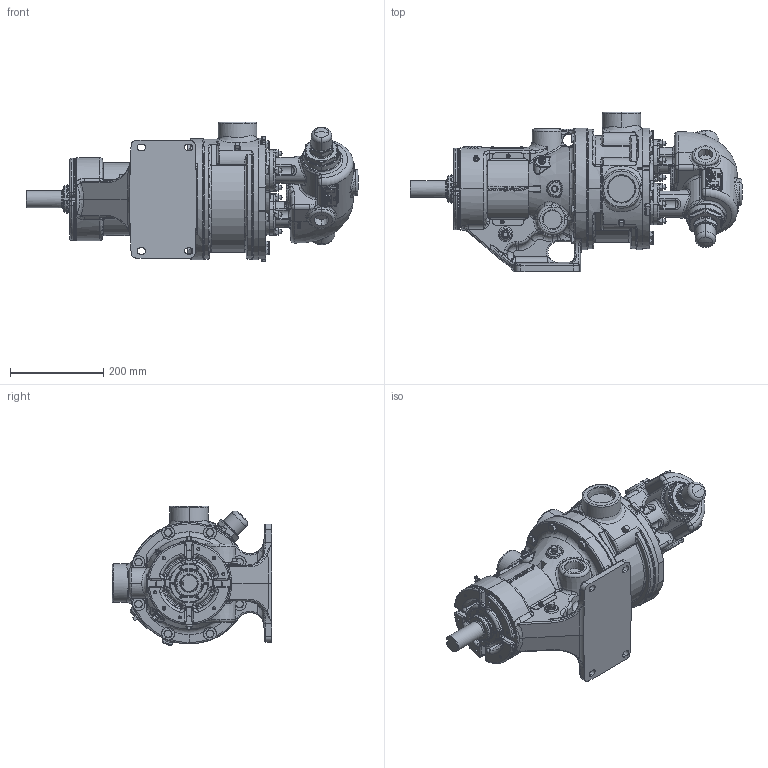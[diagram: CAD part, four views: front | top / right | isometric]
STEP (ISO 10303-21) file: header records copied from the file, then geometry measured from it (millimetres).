
FILE_DESCRIPTION (( 'STEP AP214' ), '1' );
FILE_NAME ('LV-4761.step', '2025-12-05T03:45:08', ( '' ), ( '' ), 'SwSTEP 2.0', 'SolidWorks 2024', '' );
FILE_SCHEMA (( 'AUTOMOTIVE_DESIGN' ));
Length unit declared in the file: inch
Products named in the file (1): LV-4761
Bounding box: 712.71 x 342.9 x 300.14 mm (x, y, z)
Volume: 17537912.6 mm3; surface area: 910578.2 mm2
Topology: 1 solids, 1 shells, 5228 faces, 13362 edges, 8279 vertices
Faces by surface type: plane 1658, bspline 1571, cylinder 888, cone 781, torus 229, sphere 101
Entity records: 246256 total; most frequent: CARTESIAN_POINT 133282, ORIENTED_EDGE 26450, DIRECTION 19258, EDGE_CURVE 13225, VERTEX_POINT 8274, AXIS2_PLACEMENT_3D 7269, EDGE_LOOP 5527, FACE_OUTER_BOUND 5228
